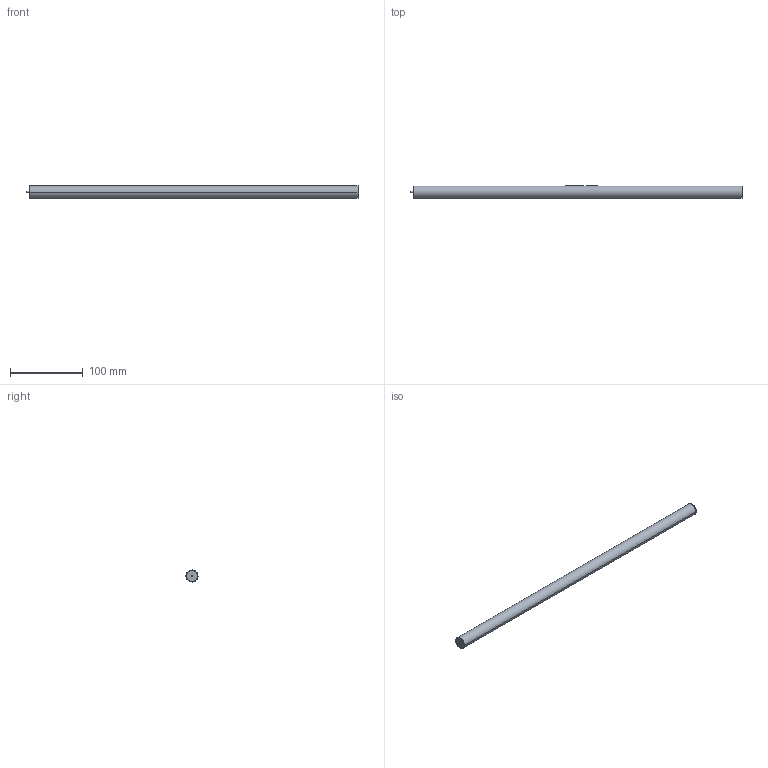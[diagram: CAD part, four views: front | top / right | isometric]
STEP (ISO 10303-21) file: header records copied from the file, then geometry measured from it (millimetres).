
FILE_DESCRIPTION (( 'STEP AP214' ), '1' );
FILE_NAME ('CELSIA_D16.5L450S.STEP', '2025-11-14T10:41:37', ( '' ), ( '' ), 'SwSTEP 2.0', 'SolidWorks 2023', '' );
FILE_SCHEMA (( 'AUTOMOTIVE_DESIGN' ));
Length unit declared in the file: millimetre
Products named in the file (1): CELSIA_D16.5L450S
Bounding box: 455 x 16.6 x 16.5 mm (x, y, z)
Volume: 95856.5 mm3; surface area: 23913.5 mm2
Topology: 1 solids, 1 shells, 209 faces, 591 edges, 394 vertices
Faces by surface type: bspline 106, plane 72, cylinder 31
Entity records: 20942 total; most frequent: CARTESIAN_POINT 16429, ORIENTED_EDGE 1182, EDGE_CURVE 591, DIRECTION 529, VERTEX_POINT 394, B_SPLINE_CURVE_WITH_KNOTS 352, EDGE_LOOP 219, FACE_OUTER_BOUND 209
